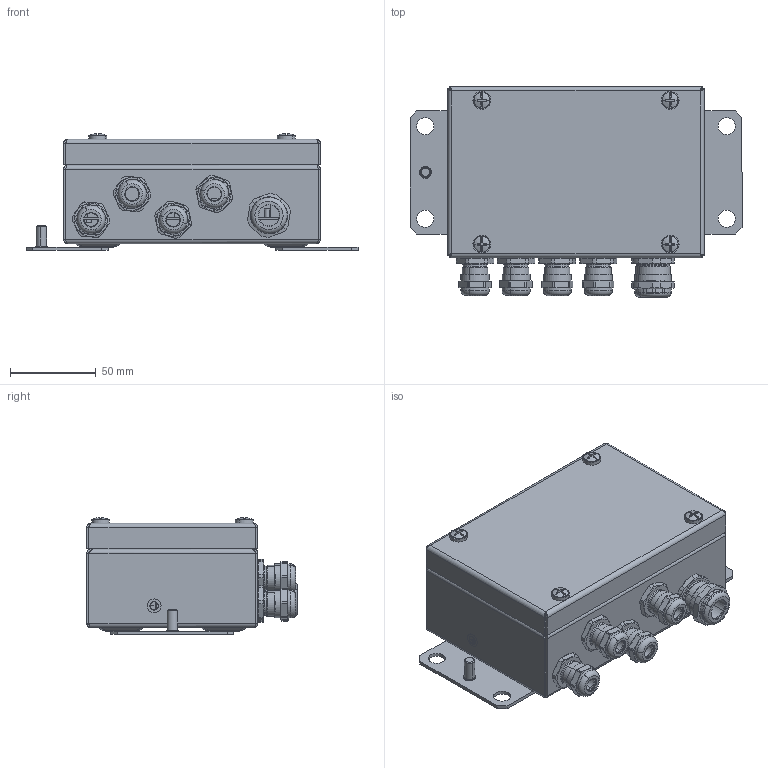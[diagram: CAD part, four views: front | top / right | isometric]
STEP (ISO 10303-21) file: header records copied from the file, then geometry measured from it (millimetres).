
FILE_DESCRIPTION (( 'STEP AP214' ), '1' );
FILE_NAME ('A5E36716940A003.STEP', '2017-12-11T13:12:02', ( 'Reinhardt' ), ( 'Hewlett-Packard Company' ), 'SwSTEP 2.0', 'SolidWorks 2017', '' );
FILE_SCHEMA (( 'AUTOMOTIVE_DESIGN' ));
Length unit declared in the file: millimetre
Products named in the file (22): 40000036332-2; 86003_Bl.1,25; 42107; 40000036332-1-1; 40000004679; 40000001548; 08090916; 08090920; 40000007996; 40000036327_Edelstahl; 40000036332; 40000029266; A5E36716940A003; 56090; 92081; 93379; 93216; 41070; 82410_37151006; 42025; 40000036332-1
Assembly tree (40 placements, depth 4):
  A5E36716940A003
    40000036327_Edelstahl
    08090920
    08090916  x4
    40000001548
    40000004679  x4
    40000036332
      40000036332-1
        40000036332-1-1
        42107  x2
        86003_Bl.1,25  x4
        40000036332-2
        40000036332-2
      56090
        42025
        82410_37151006
        41070  x4
        93216  x4
        93379
        92081
      92081
      40000029266
    92081
    40000007996  x2
Bounding box: 194 x 123 x 68.36 mm (x, y, z)
Volume: 199954.9 mm3; surface area: 232575.5 mm2
Topology: 53 solids, 53 shells, 1819 faces, 4189 edges, 2542 vertices
Faces by surface type: plane 722, cylinder 603, cone 240, torus 126, bspline 96, sphere 32
Entity records: 37477 total; most frequent: CARTESIAN_POINT 8735, DIRECTION 5024, ORIENTED_EDGE 4902, EDGE_CURVE 2451, AXIS2_PLACEMENT_3D 1897, VERTEX_POINT 1488, VECTOR 1230, LINE 1230
